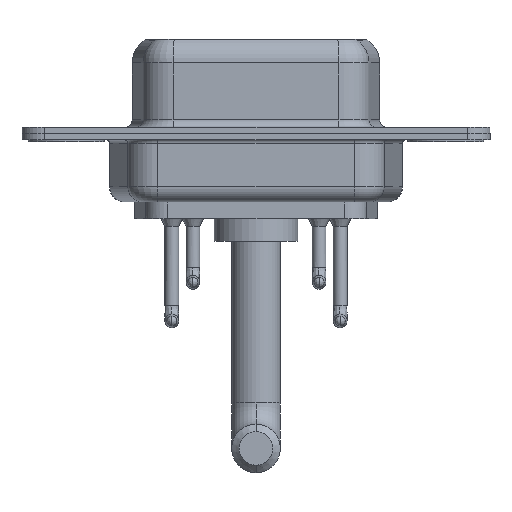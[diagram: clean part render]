
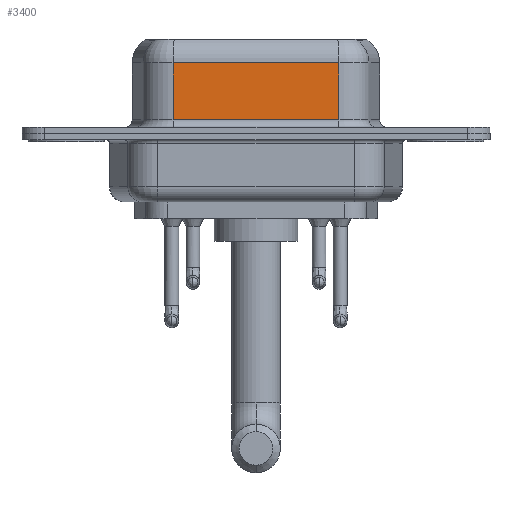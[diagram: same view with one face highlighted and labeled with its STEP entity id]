
A CAD part, front view. The second image highlights one B-rep face of the part: STEP entity #3400.
In plain terms, the highlighted planar face has unit normal (0, -1, 0).
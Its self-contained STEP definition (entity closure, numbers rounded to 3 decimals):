
#330 = DIRECTION ( 'NONE',  ( 0., 0., -1. ) ) ;
#548 = LINE ( 'NONE', #10379, #14287 ) ;
#1157 = EDGE_CURVE ( 'NONE', #5147, #5429, #5388, .T. ) ;
#2113 = CARTESIAN_POINT ( 'NONE',  ( 17.962, -3.95, 4.65 ) ) ;
#2744 = DIRECTION ( 'NONE',  ( 0., 0., -1. ) ) ;
#3400 = ADVANCED_FACE ( 'NONE', ( #5976 ), #11713, .F. ) ;
#3783 = EDGE_CURVE ( 'NONE', #13412, #5429, #548, .T. ) ;
#4293 = DIRECTION ( 'NONE',  ( -1., 0., 0. ) ) ;
#4319 = ORIENTED_EDGE ( 'NONE', *, *, #8263, .T. ) ;
#4881 = CARTESIAN_POINT ( 'NONE',  ( 17.962, -3.95, 6.4 ) ) ;
#5090 = LINE ( 'NONE', #6039, #10056 ) ;
#5147 = VERTEX_POINT ( 'NONE', #6117 ) ;
#5388 = LINE ( 'NONE', #9879, #12459 ) ;
#5429 = VERTEX_POINT ( 'NONE', #10011 ) ;
#5616 = CARTESIAN_POINT ( 'NONE',  ( 7.038, -3.95, 4.65 ) ) ;
#5976 = FACE_OUTER_BOUND ( 'NONE', #12609, .T. ) ;
#6039 = CARTESIAN_POINT ( 'NONE',  ( 7.038, -3.95, 6.4 ) ) ;
#6117 = CARTESIAN_POINT ( 'NONE',  ( 7.038, -3.95, 0.9 ) ) ;
#7759 = LINE ( 'NONE', #2113, #11324 ) ;
#8177 = VERTEX_POINT ( 'NONE', #5616 ) ;
#8263 = EDGE_CURVE ( 'NONE', #13412, #8177, #7759, .T. ) ;
#8282 = CARTESIAN_POINT ( 'NONE',  ( 17.962, -3.95, 4.65 ) ) ;
#9338 = ORIENTED_EDGE ( 'NONE', *, *, #1157, .T. ) ;
#9371 = DIRECTION ( 'NONE',  ( -1., 0., 0. ) ) ;
#9879 = CARTESIAN_POINT ( 'NONE',  ( 17.962, -3.95, 0.9 ) ) ;
#10011 = CARTESIAN_POINT ( 'NONE',  ( 17.962, -3.95, 0.9 ) ) ;
#10056 = VECTOR ( 'NONE', #2744, 1000. ) ;
#10257 = AXIS2_PLACEMENT_3D ( 'NONE', #4881, #10395, #9371 ) ;
#10379 = CARTESIAN_POINT ( 'NONE',  ( 17.962, -3.95, 6.4 ) ) ;
#10395 = DIRECTION ( 'NONE',  ( 0., 1., 0. ) ) ;
#11324 = VECTOR ( 'NONE', #4293, 1000. ) ;
#11713 = PLANE ( 'NONE',  #10257 ) ;
#12459 = VECTOR ( 'NONE', #14365, 1000. ) ;
#12539 = ORIENTED_EDGE ( 'NONE', *, *, #3783, .F. ) ;
#12609 = EDGE_LOOP ( 'NONE', ( #12539, #4319, #13975, #9338 ) ) ;
#13412 = VERTEX_POINT ( 'NONE', #8282 ) ;
#13975 = ORIENTED_EDGE ( 'NONE', *, *, #14271, .T. ) ;
#14271 = EDGE_CURVE ( 'NONE', #8177, #5147, #5090, .T. ) ;
#14287 = VECTOR ( 'NONE', #330, 1000. ) ;
#14365 = DIRECTION ( 'NONE',  ( 1., 0., 0. ) ) ;
